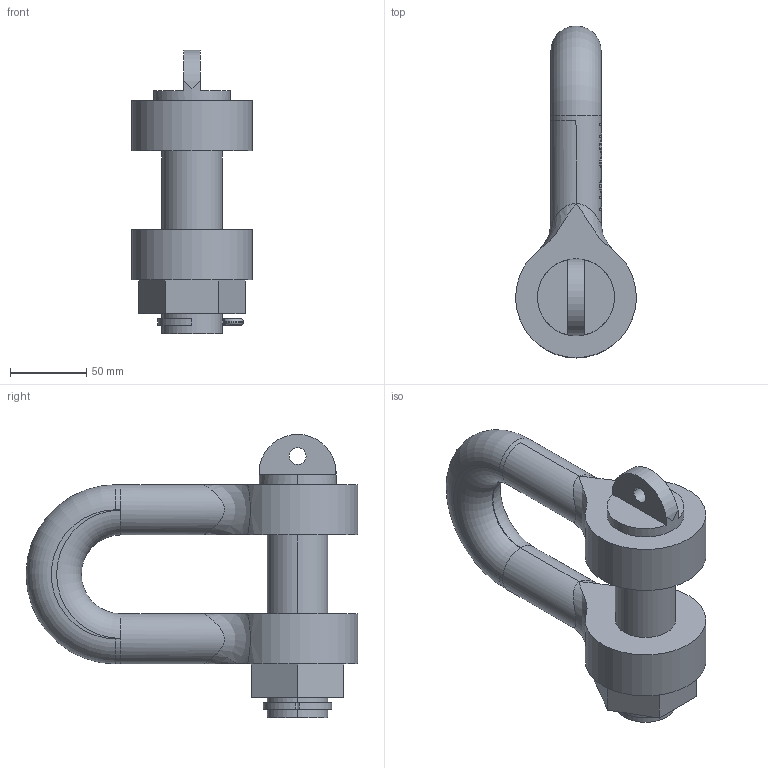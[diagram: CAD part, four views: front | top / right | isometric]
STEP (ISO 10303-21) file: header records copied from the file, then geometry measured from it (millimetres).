
FILE_DESCRIPTION((''),'2;1');
FILE_NAME('4VC-SCH6','2005-01-19T',('jakubetz'),(''),'PRO/ENGINEER BY PARAMETRIC TECHNOLOGY CORPORATION, 2001400','PRO/ENGINEER BY PARAMETRIC TECHNOLOGY CORPORATION, 2001400','');
FILE_SCHEMA(('CONFIG_CONTROL_DESIGN'));
Length unit declared in the file: millimetre
Products named in the file (1): 4VC-SCH6
Bounding box: 79.12 x 217.8 x 185.9 mm (x, y, z)
Volume: 763982.1 mm3; surface area: 80821.3 mm2
Topology: 1 solids, 3 shells, 405 faces, 1134 edges, 752 vertices
Faces by surface type: plane 347, cylinder 37, torus 14, bspline 7
Entity records: 14069 total; most frequent: CARTESIAN_POINT 3991, ORIENTED_EDGE 2264, DIRECTION 1808, EDGE_CURVE 1134, VERTEX_POINT 752, VECTOR 732, LINE 732, AXIS2_PLACEMENT_3D 538
